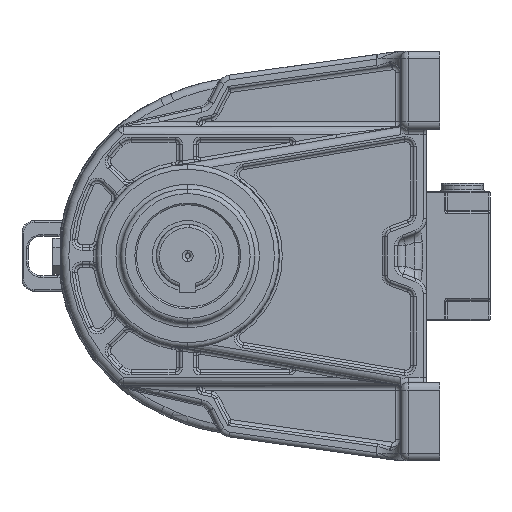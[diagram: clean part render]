
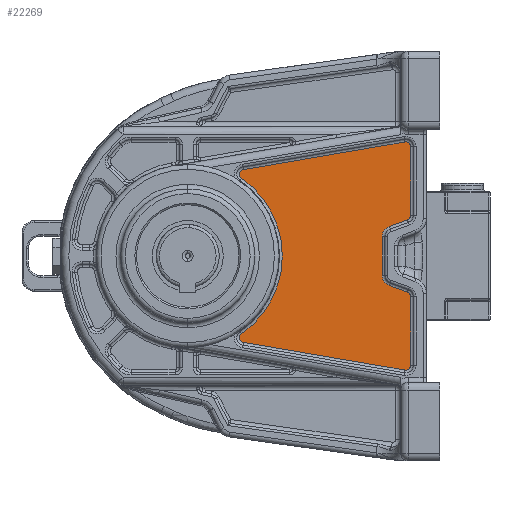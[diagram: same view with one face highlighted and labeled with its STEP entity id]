
A CAD part, left-side view. The second image highlights one B-rep face of the part: STEP entity #22269.
In plain terms, the highlighted planar face has unit normal (-1, 0, 0).
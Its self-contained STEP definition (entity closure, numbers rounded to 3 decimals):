
#411 = VERTEX_POINT ( 'NONE', #25636 ) ;
#2228 = DIRECTION ( 'NONE',  ( 0., -0.569, -0.822 ) ) ;
#2852 = EDGE_CURVE ( 'NONE', #47280, #17616, #45785, .T. ) ;
#3302 = DIRECTION ( 'NONE',  ( 0., 0.342, 0.94 ) ) ;
#3763 = CARTESIAN_POINT ( 'NONE',  ( -138.5, -105.315, 25.753 ) ) ;
#3780 = CARTESIAN_POINT ( 'NONE',  ( -138.5, -102.315, 25.753 ) ) ;
#4895 = EDGE_CURVE ( 'NONE', #16317, #46719, #57939, .T. ) ;
#4923 = VERTEX_POINT ( 'NONE', #34412 ) ;
#5547 = CARTESIAN_POINT ( 'NONE',  ( -138.5, -105.315, -25.753 ) ) ;
#5687 = CIRCLE ( 'NONE', #41968, 3. ) ;
#5747 = CARTESIAN_POINT ( 'NONE',  ( -138.5, -87.315, 12.199 ) ) ;
#6474 = CARTESIAN_POINT ( 'NONE',  ( -138.5, -105.315, -25.753 ) ) ;
#7143 = DIRECTION ( 'NONE',  ( 0., -0.986, 0.169 ) ) ;
#7194 = ORIENTED_EDGE ( 'NONE', *, *, #23079, .F. ) ;
#7368 = DIRECTION ( 'NONE',  ( 0., -0.94, -0.342 ) ) ;
#8178 = ORIENTED_EDGE ( 'NONE', *, *, #12896, .F. ) ;
#9291 = CARTESIAN_POINT ( 'NONE',  ( -138.5, -103.341, 22.934 ) ) ;
#10189 = DIRECTION ( 'NONE',  ( 0., 0.94, -0.342 ) ) ;
#10846 = VERTEX_POINT ( 'NONE', #53976 ) ;
#10970 = EDGE_CURVE ( 'NONE', #22302, #10846, #38550, .T. ) ;
#11251 = EDGE_CURVE ( 'NONE', #66861, #13051, #34777, .T. ) ;
#11255 = FACE_OUTER_BOUND ( 'NONE', #18718, .T. ) ;
#12156 = DIRECTION ( 'NONE',  ( 1., 0., 0. ) ) ;
#12896 = EDGE_CURVE ( 'NONE', #17616, #66861, #49808, .T. ) ;
#13051 = VERTEX_POINT ( 'NONE', #67772 ) ;
#13420 = AXIS2_PLACEMENT_3D ( 'NONE', #60101, #28924, #68518 ) ;
#13590 = DIRECTION ( 'NONE',  ( 0., -1., 0. ) ) ;
#13941 = EDGE_CURVE ( 'NONE', #68674, #4923, #39340, .T. ) ;
#15461 = AXIS2_PLACEMENT_3D ( 'NONE', #57964, #35573, #2228 ) ;
#16317 = VERTEX_POINT ( 'NONE', #52487 ) ;
#16470 = AXIS2_PLACEMENT_3D ( 'NONE', #21941, #44314, #66688 ) ;
#16737 = PLANE ( 'NONE',  #71129 ) ;
#17616 = VERTEX_POINT ( 'NONE', #9291 ) ;
#18489 = LINE ( 'NONE', #69458, #36436 ) ;
#18718 = EDGE_LOOP ( 'NONE', ( #59103, #7194, #55608, #24187, #45246, #39371, #39163, #55831, #8178, #38951, #53387, #68925, #60704, #56688, #56478, #53791 ) ) ;
#18844 = DIRECTION ( 'NONE',  ( 0., 0., -1. ) ) ;
#19068 = CARTESIAN_POINT ( 'NONE',  ( -138.5, -91.921, -18.777 ) ) ;
#19626 = CARTESIAN_POINT ( 'NONE',  ( -138.5, -103.341, -22.934 ) ) ;
#19672 = CIRCLE ( 'NONE', #38409, 3. ) ;
#20015 = DIRECTION ( 'NONE',  ( 0., 0.169, 0.986 ) ) ;
#20639 = DIRECTION ( 'NONE',  ( 1., 0., 0. ) ) ;
#20738 = VERTEX_POINT ( 'NONE', #30065 ) ;
#20926 = CIRCLE ( 'NONE', #22079, 3. ) ;
#21880 = CARTESIAN_POINT ( 'NONE',  ( -138.5, 0., 0. ) ) ;
#21941 = CARTESIAN_POINT ( 'NONE',  ( -138.5, 0.19, -51.805 ) ) ;
#22079 = AXIS2_PLACEMENT_3D ( 'NONE', #36536, #58905, #20015 ) ;
#22269 = ADVANCED_FACE ( 'NONE', ( #11255 ), #16737, .T. ) ;
#22302 = VERTEX_POINT ( 'NONE', #6474 ) ;
#22357 = EDGE_CURVE ( 'NONE', #13051, #16317, #44616, .T. ) ;
#23022 = EDGE_CURVE ( 'NONE', #46719, #38774, #29021, .T. ) ;
#23079 = EDGE_CURVE ( 'NONE', #10846, #411, #19672, .T. ) ;
#23649 = LINE ( 'NONE', #24014, #72553 ) ;
#24014 = CARTESIAN_POINT ( 'NONE',  ( -138.5, 0.697, 54.762 ) ) ;
#24187 = ORIENTED_EDGE ( 'NONE', *, *, #51705, .F. ) ;
#24837 = CIRCLE ( 'NONE', #15461, 60. ) ;
#25548 = VECTOR ( 'NONE', #7368, 1000. ) ;
#25636 = CARTESIAN_POINT ( 'NONE',  ( -138.5, -101.808, -72.342 ) ) ;
#28123 = EDGE_CURVE ( 'NONE', #63501, #47211, #38738, .T. ) ;
#28924 = DIRECTION ( 'NONE',  ( -1., 0., 0. ) ) ;
#29021 = LINE ( 'NONE', #19068, #25548 ) ;
#30065 = CARTESIAN_POINT ( 'NONE',  ( -138.5, -101.808, 72.342 ) ) ;
#30977 = EDGE_CURVE ( 'NONE', #47211, #68674, #24837, .T. ) ;
#31502 = CARTESIAN_POINT ( 'NONE',  ( -138.5, -94.315, 12.199 ) ) ;
#33662 = CARTESIAN_POINT ( 'NONE',  ( -138.5, -103.341, 22.934 ) ) ;
#34336 = DIRECTION ( 'NONE',  ( 0., 0., 1. ) ) ;
#34412 = CARTESIAN_POINT ( 'NONE',  ( -138.5, 0.697, 54.762 ) ) ;
#34777 = CIRCLE ( 'NONE', #53519, 7. ) ;
#35573 = DIRECTION ( 'NONE',  ( -1., 0., 0. ) ) ;
#35878 = EDGE_CURVE ( 'NONE', #411, #63501, #44030, .T. ) ;
#36205 = EDGE_CURVE ( 'NONE', #49896, #47280, #18489, .T. ) ;
#36436 = VECTOR ( 'NONE', #18844, 1000. ) ;
#36536 = CARTESIAN_POINT ( 'NONE',  ( -138.5, -102.315, 69.386 ) ) ;
#37165 = CARTESIAN_POINT ( 'NONE',  ( -138.5, -91.921, 18.777 ) ) ;
#37572 = VECTOR ( 'NONE', #45131, 1000. ) ;
#37973 = CARTESIAN_POINT ( 'NONE',  ( -138.5, 1.897, -49.338 ) ) ;
#38084 = DIRECTION ( 'NONE',  ( 0., 0.569, -0.822 ) ) ;
#38409 = AXIS2_PLACEMENT_3D ( 'NONE', #62402, #12156, #13590 ) ;
#38550 = LINE ( 'NONE', #5547, #40647 ) ;
#38738 = CIRCLE ( 'NONE', #16470, 3. ) ;
#38774 = VERTEX_POINT ( 'NONE', #19626 ) ;
#38951 = ORIENTED_EDGE ( 'NONE', *, *, #2852, .F. ) ;
#39163 = ORIENTED_EDGE ( 'NONE', *, *, #22357, .F. ) ;
#39340 = CIRCLE ( 'NONE', #45201, 3. ) ;
#39371 = ORIENTED_EDGE ( 'NONE', *, *, #4895, .F. ) ;
#40213 = DIRECTION ( 'NONE',  ( 1., 0., 0. ) ) ;
#40647 = VECTOR ( 'NONE', #44408, 1000. ) ;
#41662 = CARTESIAN_POINT ( 'NONE',  ( -138.5, -102.315, -25.753 ) ) ;
#41968 = AXIS2_PLACEMENT_3D ( 'NONE', #41662, #40213, #57802 ) ;
#44030 = LINE ( 'NONE', #61638, #37572 ) ;
#44314 = DIRECTION ( 'NONE',  ( 1., 0., 0. ) ) ;
#44408 = DIRECTION ( 'NONE',  ( 0., 0., -1. ) ) ;
#44616 = LINE ( 'NONE', #5747, #51203 ) ;
#44618 = AXIS2_PLACEMENT_3D ( 'NONE', #3780, #20639, #47790 ) ;
#45131 = DIRECTION ( 'NONE',  ( 0., 0.986, 0.169 ) ) ;
#45201 = AXIS2_PLACEMENT_3D ( 'NONE', #59010, #53508, #38084 ) ;
#45246 = ORIENTED_EDGE ( 'NONE', *, *, #23022, .F. ) ;
#45375 = CARTESIAN_POINT ( 'NONE',  ( -138.5, 0.697, -54.762 ) ) ;
#45785 = CIRCLE ( 'NONE', #44618, 3. ) ;
#46719 = VERTEX_POINT ( 'NONE', #53493 ) ;
#47211 = VERTEX_POINT ( 'NONE', #37973 ) ;
#47280 = VERTEX_POINT ( 'NONE', #3763 ) ;
#47678 = CARTESIAN_POINT ( 'NONE',  ( -138.5, 1.897, 49.338 ) ) ;
#47790 = DIRECTION ( 'NONE',  ( 0., -1., 0. ) ) ;
#48635 = CARTESIAN_POINT ( 'NONE',  ( -138.5, -105.315, 69.386 ) ) ;
#49808 = LINE ( 'NONE', #33662, #53419 ) ;
#49896 = VERTEX_POINT ( 'NONE', #48635 ) ;
#51203 = VECTOR ( 'NONE', #57785, 1000. ) ;
#51705 = EDGE_CURVE ( 'NONE', #38774, #22302, #5687, .T. ) ;
#52487 = CARTESIAN_POINT ( 'NONE',  ( -138.5, -87.315, -12.199 ) ) ;
#53387 = ORIENTED_EDGE ( 'NONE', *, *, #36205, .F. ) ;
#53419 = VECTOR ( 'NONE', #10189, 1000. ) ;
#53493 = CARTESIAN_POINT ( 'NONE',  ( -138.5, -91.921, -18.777 ) ) ;
#53508 = DIRECTION ( 'NONE',  ( 1., 0., 0. ) ) ;
#53519 = AXIS2_PLACEMENT_3D ( 'NONE', #31502, #53881, #3302 ) ;
#53791 = ORIENTED_EDGE ( 'NONE', *, *, #28123, .F. ) ;
#53881 = DIRECTION ( 'NONE',  ( -1., 0., 0. ) ) ;
#53976 = CARTESIAN_POINT ( 'NONE',  ( -138.5, -105.315, -69.386 ) ) ;
#55608 = ORIENTED_EDGE ( 'NONE', *, *, #10970, .F. ) ;
#55831 = ORIENTED_EDGE ( 'NONE', *, *, #11251, .F. ) ;
#56478 = ORIENTED_EDGE ( 'NONE', *, *, #30977, .F. ) ;
#56688 = ORIENTED_EDGE ( 'NONE', *, *, #13941, .F. ) ;
#57785 = DIRECTION ( 'NONE',  ( 0., 0., -1. ) ) ;
#57802 = DIRECTION ( 'NONE',  ( 0., -0.342, 0.94 ) ) ;
#57939 = CIRCLE ( 'NONE', #13420, 7. ) ;
#57964 = CARTESIAN_POINT ( 'NONE',  ( -138.5, 36.04, 0. ) ) ;
#58905 = DIRECTION ( 'NONE',  ( 1., 0., 0. ) ) ;
#59010 = CARTESIAN_POINT ( 'NONE',  ( -138.5, 0.19, 51.805 ) ) ;
#59103 = ORIENTED_EDGE ( 'NONE', *, *, #35878, .F. ) ;
#60101 = CARTESIAN_POINT ( 'NONE',  ( -138.5, -94.315, -12.199 ) ) ;
#60704 = ORIENTED_EDGE ( 'NONE', *, *, #65605, .F. ) ;
#61638 = CARTESIAN_POINT ( 'NONE',  ( -138.5, -101.808, -72.342 ) ) ;
#62402 = CARTESIAN_POINT ( 'NONE',  ( -138.5, -102.315, -69.386 ) ) ;
#63501 = VERTEX_POINT ( 'NONE', #45375 ) ;
#64769 = EDGE_CURVE ( 'NONE', #20738, #49896, #20926, .T. ) ;
#65605 = EDGE_CURVE ( 'NONE', #4923, #20738, #23649, .T. ) ;
#66688 = DIRECTION ( 'NONE',  ( 0., 0.169, -0.986 ) ) ;
#66861 = VERTEX_POINT ( 'NONE', #37165 ) ;
#67362 = DIRECTION ( 'NONE',  ( -1., 0., 0. ) ) ;
#67772 = CARTESIAN_POINT ( 'NONE',  ( -138.5, -87.315, 12.199 ) ) ;
#68518 = DIRECTION ( 'NONE',  ( 0., 1., 0. ) ) ;
#68674 = VERTEX_POINT ( 'NONE', #47678 ) ;
#68925 = ORIENTED_EDGE ( 'NONE', *, *, #64769, .F. ) ;
#69458 = CARTESIAN_POINT ( 'NONE',  ( -138.5, -105.315, 69.386 ) ) ;
#71129 = AXIS2_PLACEMENT_3D ( 'NONE', #21880, #67362, #34336 ) ;
#72553 = VECTOR ( 'NONE', #7143, 1000. ) ;
